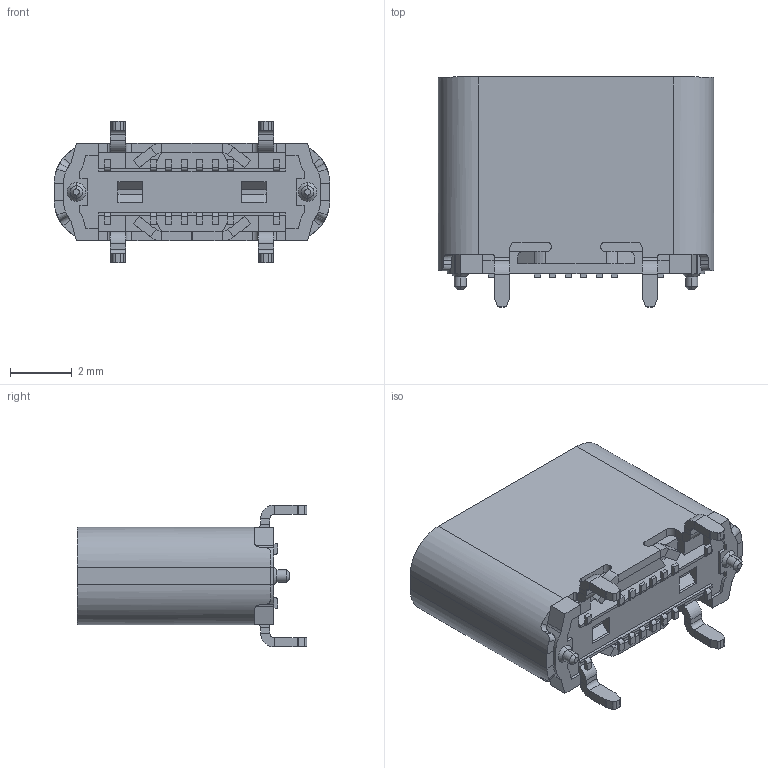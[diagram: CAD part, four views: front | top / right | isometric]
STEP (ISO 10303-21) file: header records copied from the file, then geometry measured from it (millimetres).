
FILE_DESCRIPTION (( 'STEP AP214' ), '1' );
FILE_NAME ('USB4120-03-C.STEP', '2021-05-12T06:28:23', ( '' ), ( '' ), 'SwSTEP 2.0', 'SolidWorks 2017', '' );
FILE_SCHEMA (( 'AUTOMOTIVE_DESIGN' ));
Length unit declared in the file: millimetre
Products named in the file (1): USB4120-03-C
Bounding box: 8.94 x 7.45 x 4.6 mm (x, y, z)
Volume: 88.1 mm3; surface area: 447.8 mm2
Topology: 36 solids, 36 shells, 665 faces, 1601 edges, 1014 vertices
Faces by surface type: plane 507, cylinder 134, cone 12, bspline 8, torus 4
Entity records: 19996 total; most frequent: CARTESIAN_POINT 3505, ORIENTED_EDGE 3202, DIRECTION 3169, EDGE_CURVE 1601, LINE 1269, VECTOR 1269, VERTEX_POINT 1014, AXIS2_PLACEMENT_3D 950
